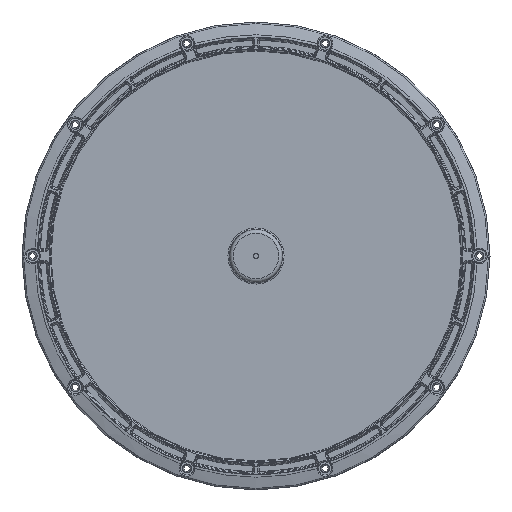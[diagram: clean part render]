
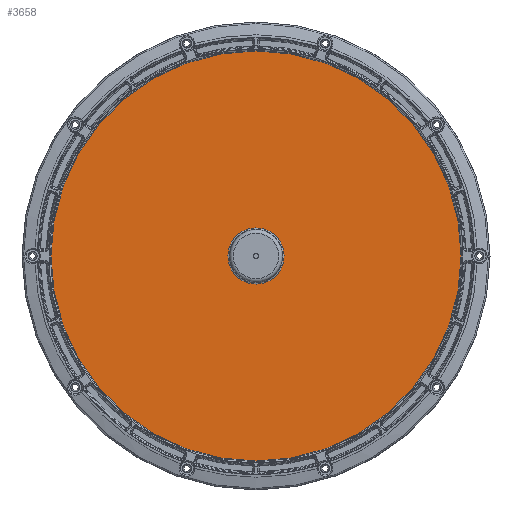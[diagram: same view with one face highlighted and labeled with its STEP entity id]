
A CAD part, top view. The second image highlights one B-rep face of the part: STEP entity #3658.
In plain terms, the highlighted planar face has unit normal (0, 0, 1).
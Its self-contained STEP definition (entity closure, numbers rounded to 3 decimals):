
#1901=FACE_BOUND('',#5554,.T.);
#1902=FACE_BOUND('',#5555,.T.);
#1912=CIRCLE('',#14165,116.122);
#2777=CIRCLE('',#15765,15.897);
#3658=ADVANCED_FACE('',(#1901,#1902),#3750,.T.);
#3750=PLANE('',#15766);
#5554=EDGE_LOOP('',(#9853));
#5555=EDGE_LOOP('',(#9854));
#9853=ORIENTED_EDGE('',*,*,#11233,.T.);
#9854=ORIENTED_EDGE('',*,*,#13378,.T.);
#9879=VERTEX_POINT('',#19528);
#11224=VERTEX_POINT('',#37870);
#11233=EDGE_CURVE('',#9879,#9879,#1912,.T.);
#13378=EDGE_CURVE('',#11224,#11224,#2777,.T.);
#14165=AXIS2_PLACEMENT_3D('',#19527,#15785,#15786);
#15765=AXIS2_PLACEMENT_3D('',#37869,#19306,#19307);
#15766=AXIS2_PLACEMENT_3D('',#37871,#19308,#19309);
#15785=DIRECTION('',(0.,0.,1.));
#15786=DIRECTION('',(1.,0.,0.));
#19306=DIRECTION('',(0.,0.,-1.));
#19307=DIRECTION('',(1.,0.,0.));
#19308=DIRECTION('',(0.,0.,1.));
#19309=DIRECTION('',(-1.,0.,0.));
#19527=CARTESIAN_POINT('',(0.,0.,6.));
#19528=CARTESIAN_POINT('',(116.122,0.,6.));
#37869=CARTESIAN_POINT('',(0.,0.,
6.));
#37870=CARTESIAN_POINT('',(15.897,0.,6.));
#37871=CARTESIAN_POINT('',(0.,0.,6.));
